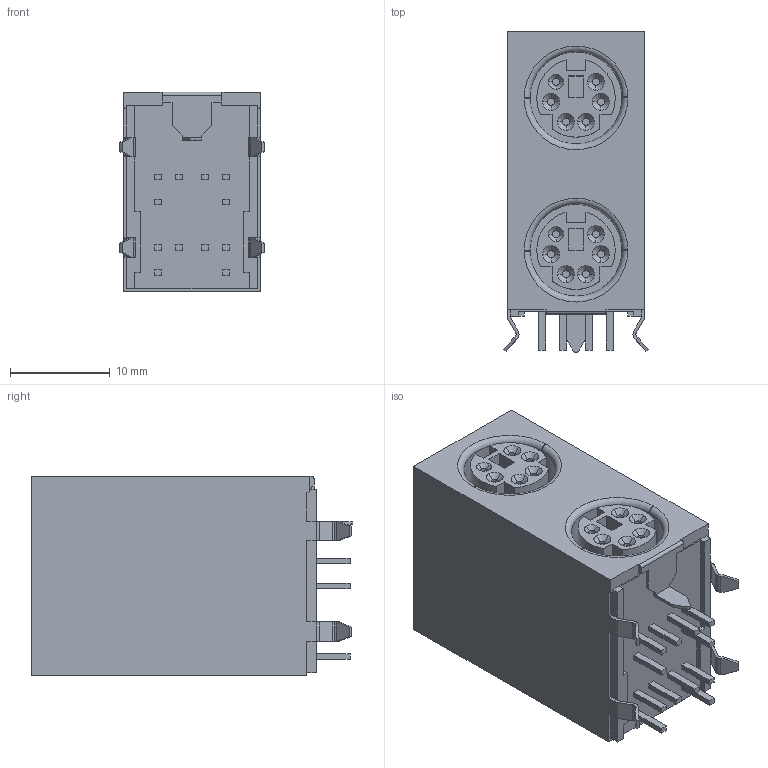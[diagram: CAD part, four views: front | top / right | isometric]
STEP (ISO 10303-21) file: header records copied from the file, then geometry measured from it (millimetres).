
FILE_DESCRIPTION(('STEP AP242'),'1');
FILE_NAME('1734021-4.stp','2019-08-19T23:23:17',('TraceParts'),('TraceParts S.A.'),'Spatial InterOp 3D',' ',' ');
FILE_SCHEMA(('AP242_MANAGED_MODEL_BASED_3D_ENGINEERING_MIM_LF {1 0 10303 442 1 1 4}'));
Length unit declared in the file: millimetre
Products named in the file (1): 1734021-4
Bounding box: 14.45 x 32.15 x 20 mm (x, y, z)
Volume: 7415.4 mm3; surface area: 3570.1 mm2
Topology: 1 solids, 1 shells, 307 faces, 789 edges, 514 vertices
Faces by surface type: plane 187, cylinder 64, cone 48, torus 8
Entity records: 9310 total; most frequent: DIRECTION 1625, CARTESIAN_POINT 1611, ORIENTED_EDGE 1578, EDGE_CURVE 789, LINE 569, VECTOR 569, AXIS2_PLACEMENT_3D 528, VERTEX_POINT 514
